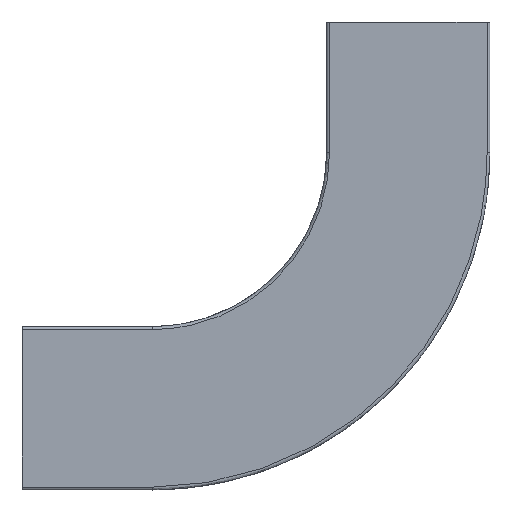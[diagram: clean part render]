
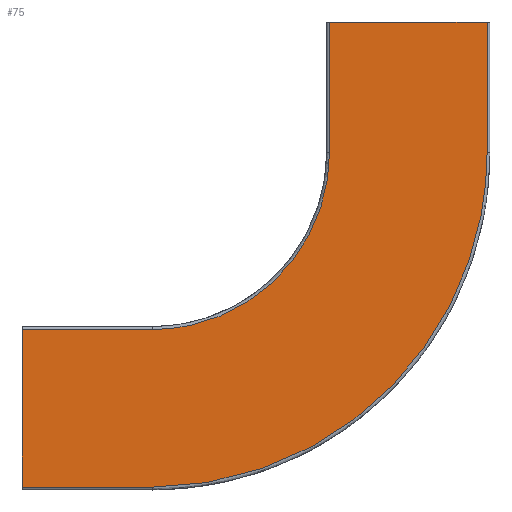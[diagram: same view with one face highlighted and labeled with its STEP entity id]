
A CAD part, left-side view. The second image highlights one B-rep face of the part: STEP entity #75.
In plain terms, the highlighted planar face has unit normal (-1, 0, 0).
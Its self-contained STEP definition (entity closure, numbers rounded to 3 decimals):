
#75=ADVANCED_FACE('',(#145),#1114,.T.);
#145=FACE_OUTER_BOUND('',#215,.T.);
#215=EDGE_LOOP('',(#495,#496,#497,#498,#499,#500,#501,#502));
#495=ORIENTED_EDGE('',*,*,#689,.F.);
#496=ORIENTED_EDGE('',*,*,#721,.F.);
#497=ORIENTED_EDGE('',*,*,#756,.T.);
#498=ORIENTED_EDGE('',*,*,#726,.T.);
#499=ORIENTED_EDGE('',*,*,#725,.T.);
#500=ORIENTED_EDGE('',*,*,#724,.T.);
#501=ORIENTED_EDGE('',*,*,#762,.T.);
#502=ORIENTED_EDGE('',*,*,#723,.T.);
#689=EDGE_CURVE('',#1007,#1006,#893,.T.);
#721=EDGE_CURVE('',#1036,#1007,#920,.T.);
#723=EDGE_CURVE('',#1037,#1006,#921,.T.);
#724=EDGE_CURVE('',#1039,#1038,#922,.T.);
#725=EDGE_CURVE('',#1040,#1039,#923,.T.);
#726=EDGE_CURVE('',#1041,#1040,#924,.T.);
#756=EDGE_CURVE('',#1036,#1041,#816,.T.);
#762=EDGE_CURVE('',#1038,#1037,#822,.T.);
#816=(
BOUNDED_CURVE()
B_SPLINE_CURVE(2,(#2877,#2878,#2879),.UNSPECIFIED.,.F.,.F.)
B_SPLINE_CURVE_WITH_KNOTS((3,3),(0.,192.815),.UNSPECIFIED.)
CURVE()
GEOMETRIC_REPRESENTATION_ITEM()
RATIONAL_B_SPLINE_CURVE((1.,0.707,1.))
REPRESENTATION_ITEM('')
);
#822=(
BOUNDED_CURVE()
B_SPLINE_CURVE(2,(#2895,#2896,#2897),.UNSPECIFIED.,.F.,.F.)
B_SPLINE_CURVE_WITH_KNOTS((3,3),(0.,364.032),.UNSPECIFIED.)
CURVE()
GEOMETRIC_REPRESENTATION_ITEM()
RATIONAL_B_SPLINE_CURVE((1.,0.707,1.))
REPRESENTATION_ITEM('')
);
#893=B_SPLINE_CURVE_WITH_KNOTS('',1,(#2722,#2723),.UNSPECIFIED.,.F.,.F.,
(2,2),(0.,109.),.UNSPECIFIED.);
#920=B_SPLINE_CURVE_WITH_KNOTS('',1,(#2791,#2792),.UNSPECIFIED.,.F.,.F.,
(2,2),(0.,90.),.UNSPECIFIED.);
#921=B_SPLINE_CURVE_WITH_KNOTS('',1,(#2796,#2797),.UNSPECIFIED.,.F.,.F.,
(2,2),(-90.,0.),.UNSPECIFIED.);
#922=B_SPLINE_CURVE_WITH_KNOTS('',1,(#2798,#2799),.UNSPECIFIED.,.F.,.F.,
(2,2),(-90.,0.),.UNSPECIFIED.);
#923=B_SPLINE_CURVE_WITH_KNOTS('',1,(#2800,#2801),.UNSPECIFIED.,.F.,.F.,
(2,2),(0.,109.),.UNSPECIFIED.);
#924=B_SPLINE_CURVE_WITH_KNOTS('',1,(#2802,#2803),.UNSPECIFIED.,.F.,.F.,
(2,2),(-90.,0.),.UNSPECIFIED.);
#1006=VERTEX_POINT('',#2673);
#1007=VERTEX_POINT('',#2674);
#1036=VERTEX_POINT('',#2703);
#1037=VERTEX_POINT('',#2704);
#1038=VERTEX_POINT('',#2705);
#1039=VERTEX_POINT('',#2706);
#1040=VERTEX_POINT('',#2707);
#1041=VERTEX_POINT('',#2708);
#1114=PLANE('',#1191);
#1191=AXIS2_PLACEMENT_3D('',#2177,#1233,$);
#1233=DIRECTION('',(-1.,0.,0.));
#2177=CARTESIAN_POINT('',(-76.5,-31.725,107.725));
#2673=CARTESIAN_POINT('',(-76.5,1.,75.));
#2674=CARTESIAN_POINT('',(-76.5,110.,75.));
#2703=CARTESIAN_POINT('',(-76.5,110.,-15.));
#2704=CARTESIAN_POINT('',(-76.5,1.,-15.));
#2705=CARTESIAN_POINT('',(-76.5,232.75,-246.75));
#2706=CARTESIAN_POINT('',(-76.5,322.75,-246.75));
#2707=CARTESIAN_POINT('',(-76.5,322.75,-137.75));
#2708=CARTESIAN_POINT('',(-76.5,232.75,-137.75));
#2722=CARTESIAN_POINT('',(-76.5,110.,75.));
#2723=CARTESIAN_POINT('',(-76.5,1.,75.));
#2791=CARTESIAN_POINT('',(-76.5,110.,-15.));
#2792=CARTESIAN_POINT('',(-76.5,110.,75.));
#2796=CARTESIAN_POINT('',(-76.5,1.,-15.));
#2797=CARTESIAN_POINT('',(-76.5,1.,75.));
#2798=CARTESIAN_POINT('',(-76.5,322.75,-246.75));
#2799=CARTESIAN_POINT('',(-76.5,232.75,-246.75));
#2800=CARTESIAN_POINT('',(-76.5,322.75,-137.75));
#2801=CARTESIAN_POINT('',(-76.5,322.75,-246.75));
#2802=CARTESIAN_POINT('',(-76.5,232.75,-137.75));
#2803=CARTESIAN_POINT('',(-76.5,322.75,-137.75));
#2877=CARTESIAN_POINT('',(-76.5,110.,-15.));
#2878=CARTESIAN_POINT('',(-76.5,110.,-137.75));
#2879=CARTESIAN_POINT('',(-76.5,232.75,-137.75));
#2895=CARTESIAN_POINT('',(-76.5,232.75,-246.75));
#2896=CARTESIAN_POINT('',(-76.5,1.,-246.75));
#2897=CARTESIAN_POINT('',(-76.5,1.,-15.));
